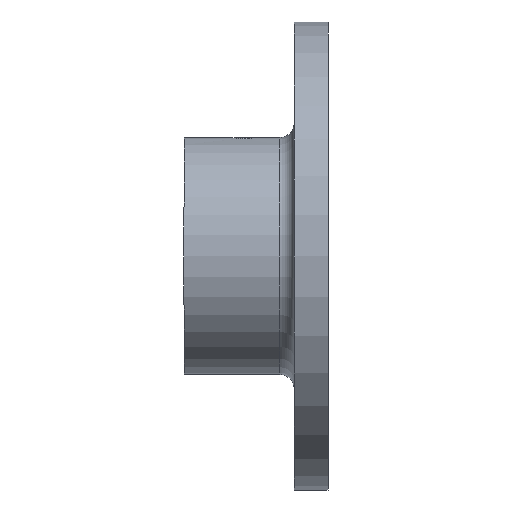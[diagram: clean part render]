
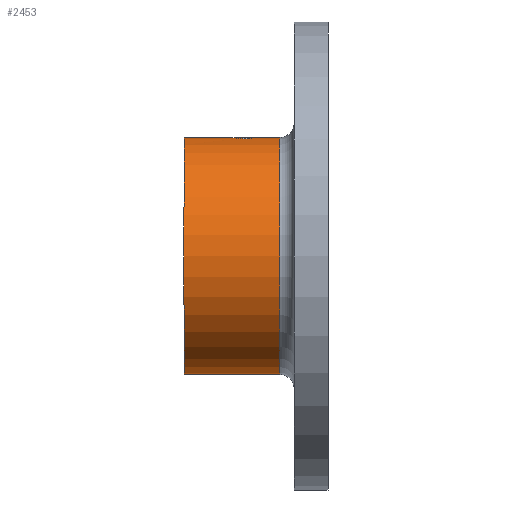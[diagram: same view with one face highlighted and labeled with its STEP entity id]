
A CAD part, left-side view. The second image highlights one B-rep face of the part: STEP entity #2453.
In plain terms, the highlighted cylindrical face has radius 16.45 mm (diameter 32.9 mm), a partial arc.
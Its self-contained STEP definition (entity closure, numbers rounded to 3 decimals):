
#16 = CARTESIAN_POINT ( 'NONE',  ( 0., 13.7, 16.45 ) ) ;
#216 = VERTEX_POINT ( 'NONE', #10162 ) ;
#239 = CIRCLE ( 'NONE', #17625, 16.45 ) ;
#380 = EDGE_LOOP ( 'NONE', ( #15332, #6281, #18458, #8631, #8705, #11924, #13559 ) ) ;
#407 = CARTESIAN_POINT ( 'NONE',  ( -0.139, 9.5, 16.45 ) ) ;
#1205 = VECTOR ( 'NONE', #9045, 1000. ) ;
#1442 = CARTESIAN_POINT ( 'NONE',  ( -1.387, 13.183, 16.392 ) ) ;
#1536 = CARTESIAN_POINT ( 'NONE',  ( -2.1, 11.326, 16.315 ) ) ;
#1676 = CARTESIAN_POINT ( 'NONE',  ( -1.679, 10.309, 16.365 ) ) ;
#1968 = CARTESIAN_POINT ( 'NONE',  ( -2.1, 11.6, 16.315 ) ) ;
#2346 = AXIS2_PLACEMENT_3D ( 'NONE', #20357, #19927, #6881 ) ;
#2453 = ADVANCED_FACE ( 'NONE', ( #15542 ), #11255, .T. ) ;
#3170 = VERTEX_POINT ( 'NONE', #13265 ) ;
#3218 = CARTESIAN_POINT ( 'NONE',  ( -1.993, 12.277, 16.329 ) ) ;
#3461 = CARTESIAN_POINT ( 'NONE',  ( -0.544, 9.567, 16.442 ) ) ;
#3527 = CARTESIAN_POINT ( 'NONE',  ( -0.932, 9.713, 16.424 ) ) ;
#4001 = CARTESIAN_POINT ( 'NONE',  ( 0., 9.5, 16.45 ) ) ;
#4656 = CARTESIAN_POINT ( 'NONE',  ( -0.677, 13.593, 16.437 ) ) ;
#4720 = CARTESIAN_POINT ( 'NONE',  ( -1.054, 13.422, 16.417 ) ) ;
#4783 = CARTESIAN_POINT ( 'NONE',  ( -1.281, 13.27, 16.4 ) ) ;
#5076 = CARTESIAN_POINT ( 'NONE',  ( -1.389, 10.019, 16.392 ) ) ;
#5902 = EDGE_CURVE ( 'NONE', #3170, #13685, #14729, .T. ) ;
#6263 = CARTESIAN_POINT ( 'NONE',  ( -0.931, 13.487, 16.424 ) ) ;
#6281 = ORIENTED_EDGE ( 'NONE', *, *, #8516, .T. ) ;
#6329 = CARTESIAN_POINT ( 'NONE',  ( -2.1, 11.737, 16.315 ) ) ;
#6365 = VECTOR ( 'NONE', #11781, 1000. ) ;
#6782 = CARTESIAN_POINT ( 'NONE',  ( 0., 9.5, 16.45 ) ) ;
#6881 = DIRECTION ( 'NONE',  ( 0., 0., -1. ) ) ;
#6934 = CARTESIAN_POINT ( 'NONE',  ( -1.053, 9.778, 16.417 ) ) ;
#7119 = CARTESIAN_POINT ( 'NONE',  ( 0., 13.7, 16.45 ) ) ;
#7180 = DIRECTION ( 'NONE',  ( 0., -1., 0. ) ) ;
#7322 = DIRECTION ( 'NONE',  ( 0., 0., -1. ) ) ;
#7422 = CARTESIAN_POINT ( 'NONE',  ( 0., 0., 16.45 ) ) ;
#7443 = VECTOR ( 'NONE', #11340, 1000. ) ;
#7982 = CARTESIAN_POINT ( 'NONE',  ( -2.1, 11.6, 16.315 ) ) ;
#8387 = CARTESIAN_POINT ( 'NONE',  ( 0., 20., 16.45 ) ) ;
#8516 = EDGE_CURVE ( 'NONE', #9714, #3170, #15311, .T. ) ;
#8519 = CARTESIAN_POINT ( 'NONE',  ( 0., 0., -16.45 ) ) ;
#8631 = ORIENTED_EDGE ( 'NONE', *, *, #14437, .F. ) ;
#8705 = ORIENTED_EDGE ( 'NONE', *, *, #10989, .F. ) ;
#9045 = DIRECTION ( 'NONE',  ( 0., -1., 0. ) ) ;
#9250 = VERTEX_POINT ( 'NONE', #4001 ) ;
#9714 = VERTEX_POINT ( 'NONE', #8387 ) ;
#10162 = CARTESIAN_POINT ( 'NONE',  ( 0., 6.7, 16.45 ) ) ;
#10381 = DIRECTION ( 'NONE',  ( 0., -1., 0. ) ) ;
#10458 = CARTESIAN_POINT ( 'NONE',  ( 0., 20., 0. ) ) ;
#10989 = EDGE_CURVE ( 'NONE', #9250, #216, #11752, .T. ) ;
#11240 = B_SPLINE_CURVE_WITH_KNOTS ( 'NONE', 3,
 ( #13021, #1536, #11347, #11415, #1676, #5076, #13366, #6934, #3527, #16497, #3461, #16345, #407, #6782 ),
 .UNSPECIFIED., .F., .F.,
 ( 4, 2, 2, 2, 2, 2, 4 ),
 ( 0.007, 0.007, 0.008, 0.009, 0.009, 0.009, 0.01 ),
 .UNSPECIFIED. ) ;
#11241 = VERTEX_POINT ( 'NONE', #1968 ) ;
#11255 = CYLINDRICAL_SURFACE ( 'NONE', #2346, 16.45 ) ;
#11340 = DIRECTION ( 'NONE',  ( 0., -1., 0. ) ) ;
#11347 = CARTESIAN_POINT ( 'NONE',  ( -2.045, 11.049, 16.323 ) ) ;
#11371 = LINE ( 'NONE', #7422, #1205 ) ;
#11385 = CARTESIAN_POINT ( 'NONE',  ( -2.033, 12.146, 16.324 ) ) ;
#11415 = CARTESIAN_POINT ( 'NONE',  ( -1.835, 10.543, 16.348 ) ) ;
#11752 = LINE ( 'NONE', #12754, #7443 ) ;
#11781 = DIRECTION ( 'NONE',  ( 0., -1., 0. ) ) ;
#11924 = ORIENTED_EDGE ( 'NONE', *, *, #17045, .F. ) ;
#12071 = CARTESIAN_POINT ( 'NONE',  ( 0., 6.7, 0. ) ) ;
#12754 = CARTESIAN_POINT ( 'NONE',  ( 0., 0., 16.45 ) ) ;
#13021 = CARTESIAN_POINT ( 'NONE',  ( -2.1, 11.6, 16.315 ) ) ;
#13265 = CARTESIAN_POINT ( 'NONE',  ( 0., 20., -16.45 ) ) ;
#13366 = CARTESIAN_POINT ( 'NONE',  ( -1.281, 9.93, 16.4 ) ) ;
#13559 = ORIENTED_EDGE ( 'NONE', *, *, #19977, .F. ) ;
#13610 = DIRECTION ( 'NONE',  ( 0., 0., -1. ) ) ;
#13685 = VERTEX_POINT ( 'NONE', #14461 ) ;
#13808 = B_SPLINE_CURVE_WITH_KNOTS ( 'NONE', 3,
 ( #16, #19379, #14421, #14359, #4656, #6263, #4720, #4783, #1442, #19311, #19506, #14622, #16110, #3218, #11385, #17667, #6329, #7982 ),
 .UNSPECIFIED., .F., .F.,
 ( 4, 2, 2, 2, 2, 2, 2, 2, 4 ),
 ( 0.003, 0.004, 0.004, 0.005, 0.005, 0.005, 0.006, 0.006, 0.007 ),
 .UNSPECIFIED. ) ;
#14359 = CARTESIAN_POINT ( 'NONE',  ( -0.546, 13.632, 16.441 ) ) ;
#14421 = CARTESIAN_POINT ( 'NONE',  ( -0.276, 13.686, 16.448 ) ) ;
#14437 = EDGE_CURVE ( 'NONE', #216, #13685, #239, .T. ) ;
#14461 = CARTESIAN_POINT ( 'NONE',  ( 0., 6.7, -16.45 ) ) ;
#14622 = CARTESIAN_POINT ( 'NONE',  ( -1.822, 12.654, 16.349 ) ) ;
#14729 = LINE ( 'NONE', #8519, #6365 ) ;
#15311 = CIRCLE ( 'NONE', #20846, 16.45 ) ;
#15332 = ORIENTED_EDGE ( 'NONE', *, *, #20692, .F. ) ;
#15542 = FACE_OUTER_BOUND ( 'NONE', #380, .T. ) ;
#16110 = CARTESIAN_POINT ( 'NONE',  ( -1.887, 12.531, 16.341 ) ) ;
#16345 = CARTESIAN_POINT ( 'NONE',  ( -0.276, 9.514, 16.448 ) ) ;
#16497 = CARTESIAN_POINT ( 'NONE',  ( -0.678, 9.608, 16.437 ) ) ;
#17045 = EDGE_CURVE ( 'NONE', #11241, #9250, #11240, .T. ) ;
#17625 = AXIS2_PLACEMENT_3D ( 'NONE', #12071, #10381, #13610 ) ;
#17667 = CARTESIAN_POINT ( 'NONE',  ( -2.086, 11.876, 16.317 ) ) ;
#18458 = ORIENTED_EDGE ( 'NONE', *, *, #5902, .T. ) ;
#18756 = VERTEX_POINT ( 'NONE', #7119 ) ;
#19311 = CARTESIAN_POINT ( 'NONE',  ( -1.583, 12.987, 16.374 ) ) ;
#19379 = CARTESIAN_POINT ( 'NONE',  ( -0.137, 13.7, 16.45 ) ) ;
#19506 = CARTESIAN_POINT ( 'NONE',  ( -1.67, 12.881, 16.365 ) ) ;
#19927 = DIRECTION ( 'NONE',  ( 0., -1., 0. ) ) ;
#19977 = EDGE_CURVE ( 'NONE', #18756, #11241, #13808, .T. ) ;
#20357 = CARTESIAN_POINT ( 'NONE',  ( 0., 0., 0. ) ) ;
#20692 = EDGE_CURVE ( 'NONE', #9714, #18756, #11371, .T. ) ;
#20846 = AXIS2_PLACEMENT_3D ( 'NONE', #10458, #7180, #7322 ) ;
